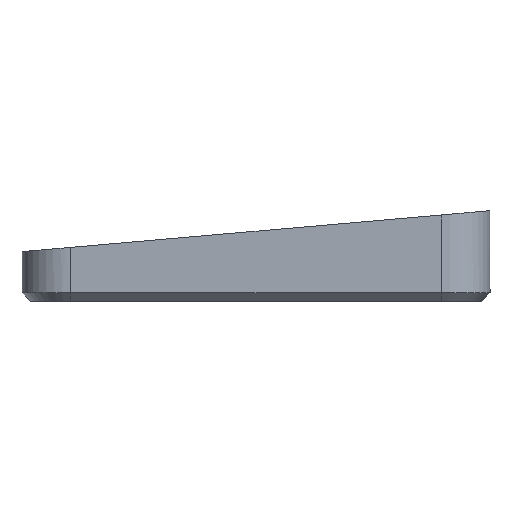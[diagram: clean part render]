
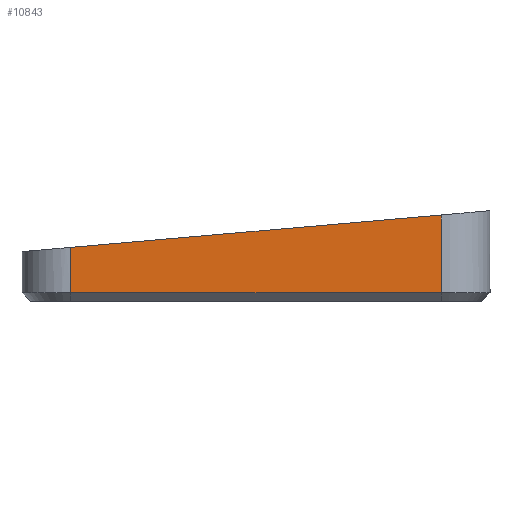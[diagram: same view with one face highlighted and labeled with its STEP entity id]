
A CAD part, left-side view. The second image highlights one B-rep face of the part: STEP entity #10843.
In plain terms, the highlighted planar face has unit normal (-1, 0, 0).
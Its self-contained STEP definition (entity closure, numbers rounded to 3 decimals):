
#341=PLANE('',#11138);
#919=FACE_OUTER_BOUND('',#1543,.T.);
#1543=EDGE_LOOP('',(#9923,#9924,#9925,#9926));
#2440=LINE('',#21311,#3370);
#2469=LINE('',#21400,#3399);
#2475=LINE('',#21413,#3405);
#2476=LINE('',#21415,#3406);
#3370=VECTOR('',#12512,10.);
#3399=VECTOR('',#12609,10.);
#3405=VECTOR('',#12627,10.);
#3406=VECTOR('',#12630,10.);
#5095=VERTEX_POINT('',#21303);
#5097=VERTEX_POINT('',#21309);
#5122=VERTEX_POINT('',#21398);
#5123=VERTEX_POINT('',#21399);
#6677=EDGE_CURVE('',#5097,#5095,#2440,.T.);
#6721=EDGE_CURVE('',#5122,#5123,#2469,.T.);
#6729=EDGE_CURVE('',#5097,#5123,#2475,.T.);
#6730=EDGE_CURVE('',#5095,#5122,#2476,.T.);
#9923=ORIENTED_EDGE('',*,*,#6677,.F.);
#9924=ORIENTED_EDGE('',*,*,#6729,.T.);
#9925=ORIENTED_EDGE('',*,*,#6721,.F.);
#9926=ORIENTED_EDGE('',*,*,#6730,.F.);
#10843=ADVANCED_FACE('',(#919),#341,.T.);
#11138=AXIS2_PLACEMENT_3D('',#21414,#12628,#12629);
#12512=DIRECTION('',(0.,-0.996,-0.087));
#12609=DIRECTION('',(0.,1.,0.));
#12627=DIRECTION('',(0.,0.087,-0.996));
#12628=DIRECTION('center_axis',(-1.,0.,0.));
#12629=DIRECTION('ref_axis',(0.,0.996,0.087));
#12630=DIRECTION('',(0.,0.087,-0.996));
#21303=CARTESIAN_POINT('',(-41.488,-28.838,0.378));
#21309=CARTESIAN_POINT('',(-41.488,15.048,4.218));
#21311=CARTESIAN_POINT('',(-41.488,-17.866,1.338));
#21398=CARTESIAN_POINT('',(-41.488,-28.367,-5.));
#21399=CARTESIAN_POINT('',(-41.488,15.854,-5.));
#21400=CARTESIAN_POINT('',(-41.488,-17.538,-5.));
#21413=CARTESIAN_POINT('',(-41.488,14.961,5.214));
#21414=CARTESIAN_POINT('Origin',(-41.488,-28.925,1.375));
#21415=CARTESIAN_POINT('',(-41.488,-28.925,1.375));
